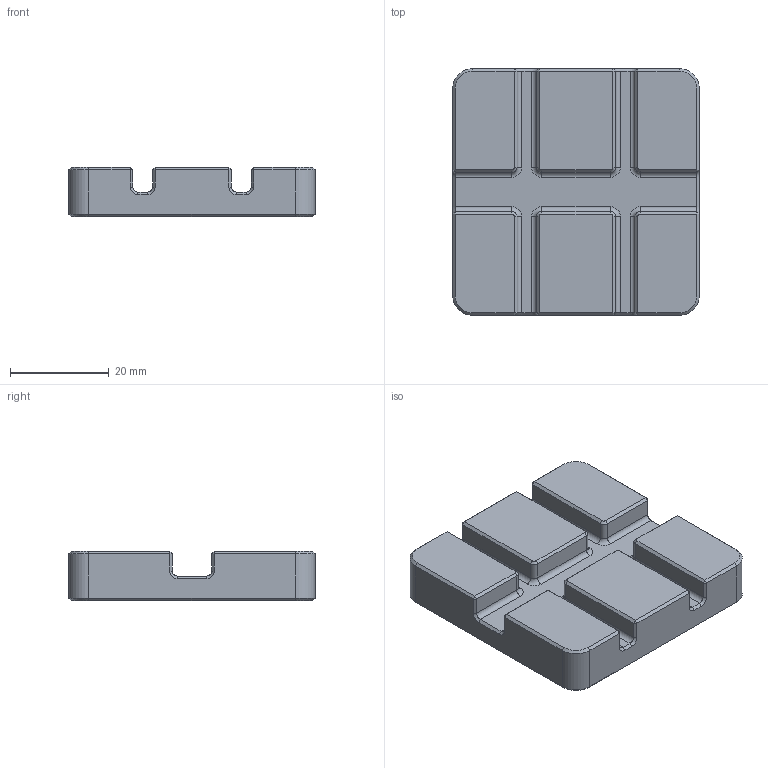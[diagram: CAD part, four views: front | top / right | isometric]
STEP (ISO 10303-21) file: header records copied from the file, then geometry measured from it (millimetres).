
FILE_DESCRIPTION(/* description */ (''),/* implementation_level */ '2;1');
FILE_NAME(/* name */ 'P1S_foot_base v6.step',/* time_stamp */ '2025-10-20T20:42:02+09:00',/* author */ (''),/* organization */ (''),/* preprocessor_version */ 'ST-DEVELOPER v20.1',/* originating_system */ 'Autodesk Translation Framework v14.17.0.0',/* authorisation */ '');
FILE_SCHEMA (('AUTOMOTIVE_DESIGN { 1 0 10303 214 3 1 1 }'));
Length unit declared in the file: millimetre
Products named in the file (1): P1S_foot_base
Bounding box: 50 x 50 x 10 mm (x, y, z)
Volume: 15591.6 mm3; surface area: 8141.1 mm2
Topology: 1 solids, 1 shells, 150 faces, 332 edges, 185 vertices
Faces by surface type: plane 85, cone 29, cylinder 27, torus 9
Full cylindrical faces by diameter (mm): 42 x1
Entity records: 4031 total; most frequent: DIRECTION 728, CARTESIAN_POINT 668, ORIENTED_EDGE 664, EDGE_CURVE 332, AXIS2_PLACEMENT_3D 245, LINE 238, VECTOR 238, VERTEX_POINT 185
